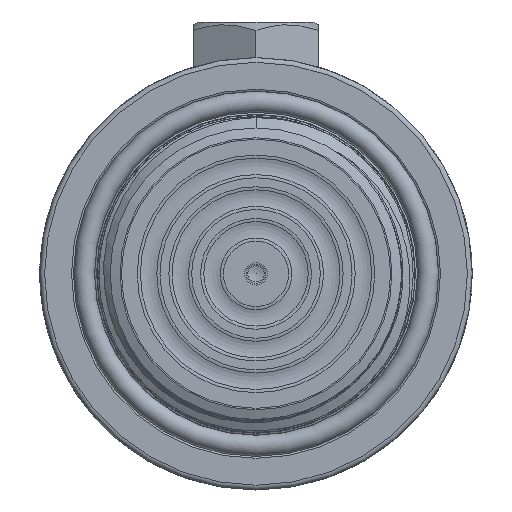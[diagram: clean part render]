
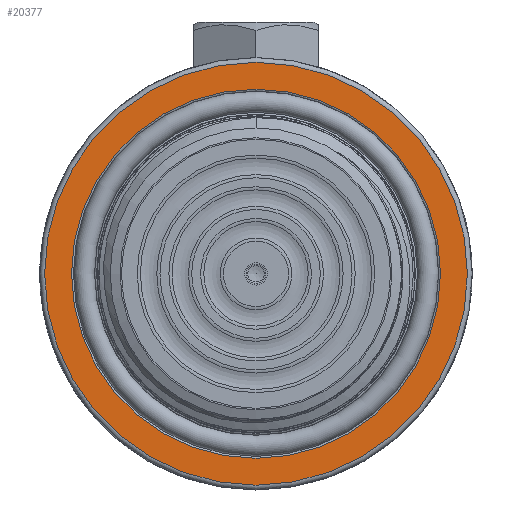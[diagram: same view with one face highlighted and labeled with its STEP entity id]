
A CAD part, left-side view. The second image highlights one B-rep face of the part: STEP entity #20377.
In plain terms, the highlighted planar face has unit normal (-1, 0, 0).
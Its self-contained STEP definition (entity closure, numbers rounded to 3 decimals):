
#779=FACE_BOUND('',#3351,.T.);
#1016=PLANE('',#21821);
#2143=FACE_OUTER_BOUND('',#3350,.T.);
#3350=EDGE_LOOP('',(#18860));
#3351=EDGE_LOOP('',(#18861));
#4071=CIRCLE('',#21819,19.2);
#4073=CIRCLE('',#21822,22.);
#9481=VERTEX_POINT('',#70967);
#9482=VERTEX_POINT('',#70971);
#12610=EDGE_CURVE('',#9481,#9481,#4071,.T.);
#12612=EDGE_CURVE('',#9482,#9482,#4073,.T.);
#18860=ORIENTED_EDGE('',*,*,#12612,.F.);
#18861=ORIENTED_EDGE('',*,*,#12610,.T.);
#20377=ADVANCED_FACE('',(#2143,#779),#1016,.T.);
#21819=AXIS2_PLACEMENT_3D('',#70968,#25512,#25513);
#21821=AXIS2_PLACEMENT_3D('',#70970,#25516,#25517);
#21822=AXIS2_PLACEMENT_3D('',#70972,#25518,#25519);
#25512=DIRECTION('center_axis',(1.,0.,0.));
#25513=DIRECTION('ref_axis',(0.,-1.,0.));
#25516=DIRECTION('center_axis',(-1.,0.,0.));
#25517=DIRECTION('ref_axis',(0.,1.,0.));
#25518=DIRECTION('center_axis',(1.,0.,0.));
#25519=DIRECTION('ref_axis',(0.,-1.,0.));
#70967=CARTESIAN_POINT('',(19.,19.2,0.));
#70968=CARTESIAN_POINT('Origin',(19.,0.,0.));
#70970=CARTESIAN_POINT('Origin',(19.,0.,-22.));
#70971=CARTESIAN_POINT('',(19.,0.,22.));
#70972=CARTESIAN_POINT('Origin',(19.,0.,0.));
